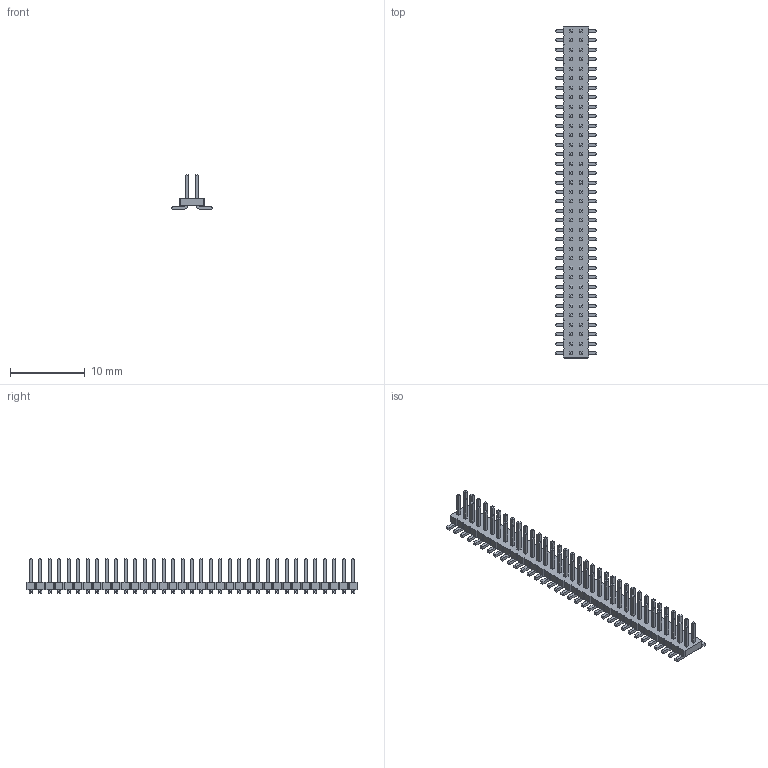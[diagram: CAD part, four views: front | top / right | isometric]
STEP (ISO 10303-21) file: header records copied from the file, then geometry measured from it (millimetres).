
FILE_DESCRIPTION(/* description */ ('model of Pin_Header_Straight_2x35_Pitch1.27mm_SMD'),/* implementation_level */ '2;1');
FILE_NAME(/* name */ 'Pin_Header_Straight_2x35_Pitch1.27mm_SMD.step',/* time_stamp */ '2017-08-19T04:32:04',/* author */ ('kicad StepUp','ksu'),/* organization */ ('FreeCAD'),/* preprocessor_version */ 'OCC',/* originating_system */ 'kicad StepUp',/* authorisation */ '');
FILE_SCHEMA(('AUTOMOTIVE_DESIGN { 1 0 10303 214 1 1 1 1 }'));
Length unit declared in the file: millimetre
Products named in the file (1): Pin_Header_Straight_2x35_Pitch127mm_SMD
Bounding box: 5.5 x 44.45 x 4.68 mm (x, y, z)
Volume: 208.7 mm3; surface area: 980.5 mm2
Topology: 1 solids, 1 shells, 1614 faces, 3856 edges, 2384 vertices
Faces by surface type: plane 1474, cylinder 140
Entity records: 56551 total; most frequent: CARTESIAN_POINT 7855, ORIENTED_EDGE 7712, DIRECTION 7366, EDGE_CURVE 3856, LINE 3576, VECTOR 3576, VERTEX_POINT 2384, AXIS2_PLACEMENT_3D 1895
